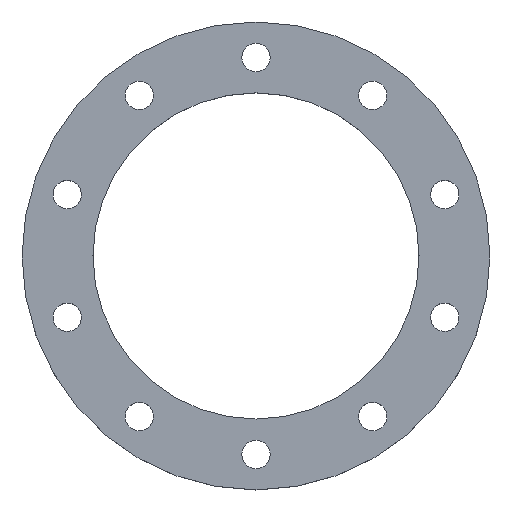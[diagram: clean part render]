
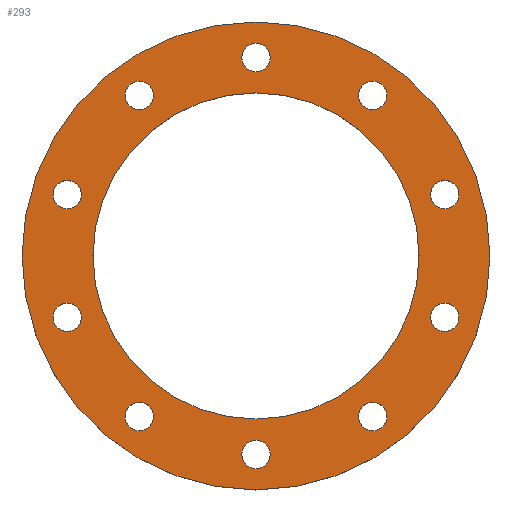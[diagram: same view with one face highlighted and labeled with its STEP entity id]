
A CAD part, top view. The second image highlights one B-rep face of the part: STEP entity #293.
In plain terms, the highlighted planar face has unit normal (0, 0, 1).
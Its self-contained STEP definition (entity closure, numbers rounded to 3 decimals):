
#15=FACE_BOUND('',#66,.T.);
#16=FACE_BOUND('',#67,.T.);
#17=FACE_BOUND('',#68,.T.);
#18=FACE_BOUND('',#69,.T.);
#19=FACE_BOUND('',#70,.T.);
#20=FACE_BOUND('',#71,.T.);
#21=FACE_BOUND('',#72,.T.);
#22=FACE_BOUND('',#73,.T.);
#23=FACE_BOUND('',#74,.T.);
#24=FACE_BOUND('',#75,.T.);
#25=FACE_BOUND('',#76,.T.);
#37=PLANE('',#345);
#51=FACE_OUTER_BOUND('',#65,.T.);
#65=EDGE_LOOP('',(#245));
#66=EDGE_LOOP('',(#246));
#67=EDGE_LOOP('',(#247));
#68=EDGE_LOOP('',(#248));
#69=EDGE_LOOP('',(#249));
#70=EDGE_LOOP('',(#250));
#71=EDGE_LOOP('',(#251));
#72=EDGE_LOOP('',(#252));
#73=EDGE_LOOP('',(#253));
#74=EDGE_LOOP('',(#254));
#75=EDGE_LOOP('',(#255));
#76=EDGE_LOOP('',(#256));
#113=CIRCLE('',#310,2.);
#115=CIRCLE('',#313,2.);
#117=CIRCLE('',#316,2.);
#119=CIRCLE('',#319,2.);
#121=CIRCLE('',#322,2.);
#123=CIRCLE('',#325,2.);
#125=CIRCLE('',#328,2.);
#127=CIRCLE('',#331,2.);
#129=CIRCLE('',#334,23.);
#131=CIRCLE('',#337,2.);
#133=CIRCLE('',#340,2.);
#135=CIRCLE('',#343,33.);
#137=VERTEX_POINT('',#439);
#139=VERTEX_POINT('',#445);
#141=VERTEX_POINT('',#451);
#143=VERTEX_POINT('',#457);
#145=VERTEX_POINT('',#463);
#147=VERTEX_POINT('',#469);
#149=VERTEX_POINT('',#475);
#151=VERTEX_POINT('',#481);
#153=VERTEX_POINT('',#487);
#155=VERTEX_POINT('',#493);
#157=VERTEX_POINT('',#499);
#159=VERTEX_POINT('',#505);
#161=EDGE_CURVE('',#137,#137,#113,.T.);
#164=EDGE_CURVE('',#139,#139,#115,.T.);
#167=EDGE_CURVE('',#141,#141,#117,.T.);
#170=EDGE_CURVE('',#143,#143,#119,.T.);
#173=EDGE_CURVE('',#145,#145,#121,.T.);
#176=EDGE_CURVE('',#147,#147,#123,.T.);
#179=EDGE_CURVE('',#149,#149,#125,.T.);
#182=EDGE_CURVE('',#151,#151,#127,.T.);
#185=EDGE_CURVE('',#153,#153,#129,.T.);
#188=EDGE_CURVE('',#155,#155,#131,.T.);
#191=EDGE_CURVE('',#157,#157,#133,.T.);
#194=EDGE_CURVE('',#159,#159,#135,.T.);
#245=ORIENTED_EDGE('',*,*,#194,.T.);
#246=ORIENTED_EDGE('',*,*,#191,.T.);
#247=ORIENTED_EDGE('',*,*,#188,.T.);
#248=ORIENTED_EDGE('',*,*,#185,.T.);
#249=ORIENTED_EDGE('',*,*,#182,.T.);
#250=ORIENTED_EDGE('',*,*,#179,.T.);
#251=ORIENTED_EDGE('',*,*,#176,.T.);
#252=ORIENTED_EDGE('',*,*,#173,.T.);
#253=ORIENTED_EDGE('',*,*,#170,.T.);
#254=ORIENTED_EDGE('',*,*,#167,.T.);
#255=ORIENTED_EDGE('',*,*,#164,.T.);
#256=ORIENTED_EDGE('',*,*,#161,.T.);
#293=ADVANCED_FACE('',(#51,#15,#16,#17,#18,#19,#20,#21,#22,#23,#24,#25),
#37,.T.);
#310=AXIS2_PLACEMENT_3D('',#440,#351,#352);
#313=AXIS2_PLACEMENT_3D('',#446,#358,#359);
#316=AXIS2_PLACEMENT_3D('',#452,#365,#366);
#319=AXIS2_PLACEMENT_3D('',#458,#372,#373);
#322=AXIS2_PLACEMENT_3D('',#464,#379,#380);
#325=AXIS2_PLACEMENT_3D('',#470,#386,#387);
#328=AXIS2_PLACEMENT_3D('',#476,#393,#394);
#331=AXIS2_PLACEMENT_3D('',#482,#400,#401);
#334=AXIS2_PLACEMENT_3D('',#488,#407,#408);
#337=AXIS2_PLACEMENT_3D('',#494,#414,#415);
#340=AXIS2_PLACEMENT_3D('',#500,#421,#422);
#343=AXIS2_PLACEMENT_3D('',#506,#428,#429);
#345=AXIS2_PLACEMENT_3D('',#510,#433,#434);
#351=DIRECTION('center_axis',(0.,0.,-1.));
#352=DIRECTION('ref_axis',(1.,0.,0.));
#358=DIRECTION('center_axis',(0.,0.,-1.));
#359=DIRECTION('ref_axis',(1.,0.,0.));
#365=DIRECTION('center_axis',(0.,0.,-1.));
#366=DIRECTION('ref_axis',(1.,0.,0.));
#372=DIRECTION('center_axis',(0.,0.,-1.));
#373=DIRECTION('ref_axis',(1.,0.,0.));
#379=DIRECTION('center_axis',(0.,0.,-1.));
#380=DIRECTION('ref_axis',(1.,0.,0.));
#386=DIRECTION('center_axis',(0.,0.,-1.));
#387=DIRECTION('ref_axis',(1.,0.,0.));
#393=DIRECTION('center_axis',(0.,0.,-1.));
#394=DIRECTION('ref_axis',(1.,0.,0.));
#400=DIRECTION('center_axis',(0.,0.,-1.));
#401=DIRECTION('ref_axis',(1.,0.,0.));
#407=DIRECTION('center_axis',(0.,0.,-1.));
#408=DIRECTION('ref_axis',(1.,0.,0.));
#414=DIRECTION('center_axis',(0.,0.,-1.));
#415=DIRECTION('ref_axis',(1.,0.,0.));
#421=DIRECTION('center_axis',(0.,0.,-1.));
#422=DIRECTION('ref_axis',(1.,0.,0.));
#428=DIRECTION('center_axis',(0.,0.,1.));
#429=DIRECTION('ref_axis',(1.,0.,0.));
#433=DIRECTION('center_axis',(0.,0.,1.));
#434=DIRECTION('ref_axis',(1.,0.,0.));
#439=CARTESIAN_POINT('',(14.458,22.652,7.));
#440=CARTESIAN_POINT('Origin',(16.458,22.652,7.));
#445=CARTESIAN_POINT('',(-2.,28.,7.));
#446=CARTESIAN_POINT('Origin',(0.,28.,7.));
#451=CARTESIAN_POINT('',(-18.458,22.652,7.));
#452=CARTESIAN_POINT('Origin',(-16.458,22.652,7.));
#457=CARTESIAN_POINT('',(-28.63,8.652,7.));
#458=CARTESIAN_POINT('Origin',(-26.63,8.652,7.));
#463=CARTESIAN_POINT('',(-28.63,-8.652,7.));
#464=CARTESIAN_POINT('Origin',(-26.63,-8.652,7.));
#469=CARTESIAN_POINT('',(-18.458,-22.652,7.));
#470=CARTESIAN_POINT('Origin',(-16.458,-22.652,7.));
#475=CARTESIAN_POINT('',(24.63,-8.652,7.));
#476=CARTESIAN_POINT('Origin',(26.63,-8.652,7.));
#481=CARTESIAN_POINT('',(24.63,8.652,7.));
#482=CARTESIAN_POINT('Origin',(26.63,8.652,7.));
#487=CARTESIAN_POINT('',(-23.,0.,7.));
#488=CARTESIAN_POINT('Origin',(0.,0.,7.));
#493=CARTESIAN_POINT('',(-2.,-28.,7.));
#494=CARTESIAN_POINT('Origin',(0.,-28.,7.));
#499=CARTESIAN_POINT('',(14.458,-22.652,7.));
#500=CARTESIAN_POINT('Origin',(16.458,-22.652,7.));
#505=CARTESIAN_POINT('',(-33.,0.,7.));
#506=CARTESIAN_POINT('Origin',(0.,0.,7.));
#510=CARTESIAN_POINT('Origin',(0.,0.,7.));
